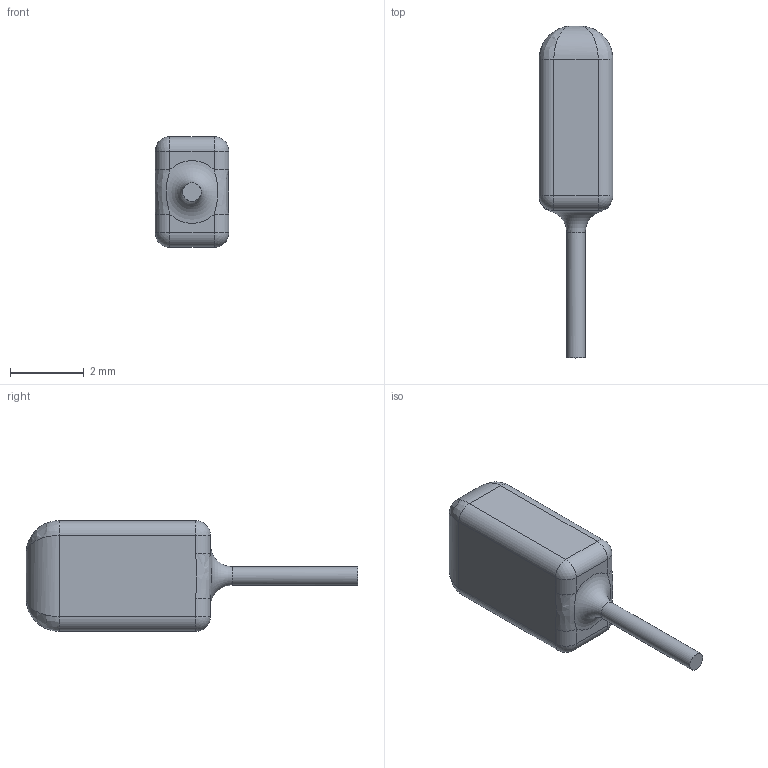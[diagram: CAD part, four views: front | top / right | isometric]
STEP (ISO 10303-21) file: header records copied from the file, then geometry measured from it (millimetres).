
FILE_DESCRIPTION(/* description */ (''),/* implementation_level */ '2;1');
FILE_NAME(/* name */ 'Netzwerk.stp',/* time_stamp */ '2017-10-22T17:40:26+02:00',/* author */ ('Alex'),/* organization */ (''),/* preprocessor_version */ 'ST-DEVELOPER v16.5',/* originating_system */ 'Autodesk Inventor 2017',/* authorisation */ '');
FILE_SCHEMA (('AUTOMOTIVE_DESIGN { 1 0 10303 214 3 1 1 }'));
Length unit declared in the file: millimetre
Products named in the file (1): Netzwerk
Bounding box: 2 x 9 x 3 mm (x, y, z)
Volume: 28.6 mm3; surface area: 58.6 mm2
Topology: 1 solids, 1 shells, 34 faces, 71 edges, 35 vertices
Faces by surface type: cylinder 15, plane 8, bspline 6, sphere 4, torus 1
Full cylindrical faces by diameter (mm): 0.5 x1
Entity records: 1020 total; most frequent: CARTESIAN_POINT 314, DIRECTION 150, ORIENTED_EDGE 128, EDGE_CURVE 64, AXIS2_PLACEMENT_3D 61, EDGE_LOOP 36, FACE_OUTER_BOUND 34, VERTEX_POINT 34
